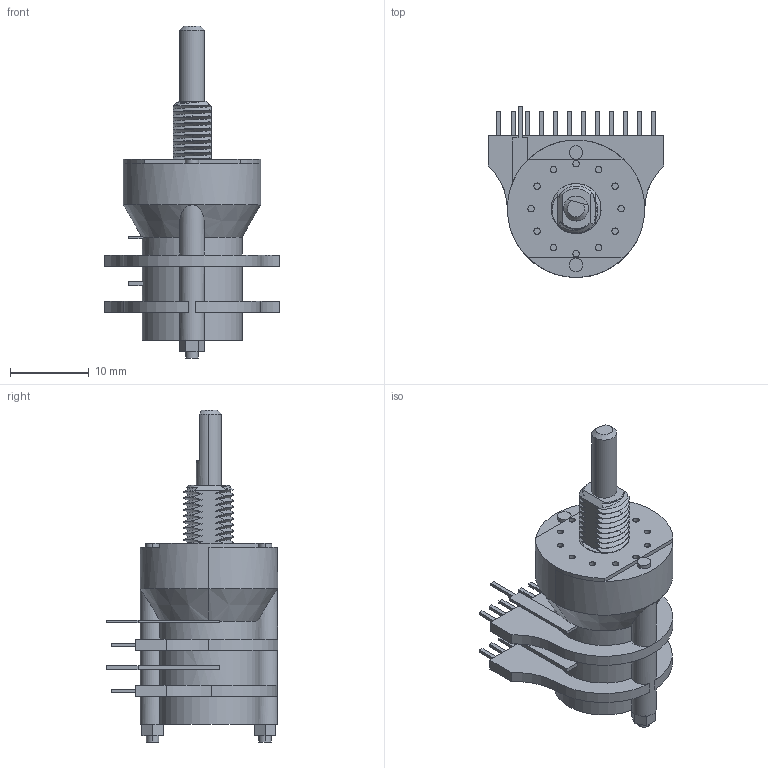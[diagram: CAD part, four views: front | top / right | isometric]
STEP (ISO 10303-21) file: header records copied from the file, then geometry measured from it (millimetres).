
FILE_DESCRIPTION((''),'2;1');
FILE_NAME('71ADF30-02PAJN','2015-02-26T',('amercuri'),(''),'PRO/ENGINEER BY PARAMETRIC TECHNOLOGY CORPORATION, 2011490','PRO/ENGINEER BY PARAMETRIC TECHNOLOGY CORPORATION, 2011490','');
FILE_SCHEMA(('CONFIG_CONTROL_DESIGN'));
Length unit declared in the file: inch
Products named in the file (1): 71ADF30-02PAJN
Bounding box: 22.32 x 21.73 x 42.14 mm (x, y, z)
Volume: 4641.9 mm3; surface area: 3349.1 mm2
Topology: 1 solids, 7 shells, 821 faces, 2199 edges, 1458 vertices
Faces by surface type: plane 677, cylinder 84, bspline 53, cone 7
Entity records: 33538 total; most frequent: CARTESIAN_POINT 13357, ORIENTED_EDGE 4384, DIRECTION 3711, EDGE_CURVE 2192, VECTOR 1857, LINE 1857, VERTEX_POINT 1454, AXIS2_PLACEMENT_3D 927
